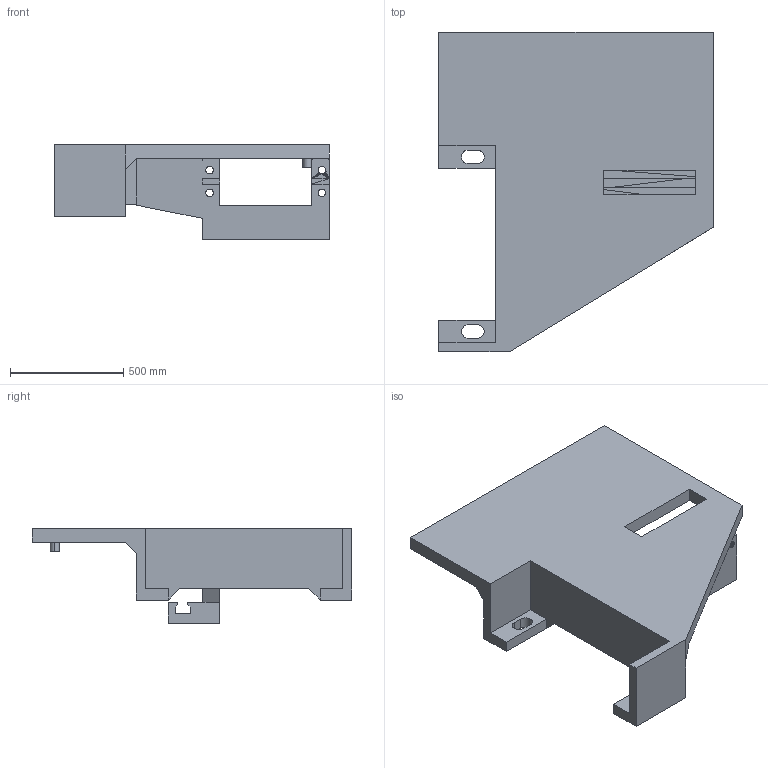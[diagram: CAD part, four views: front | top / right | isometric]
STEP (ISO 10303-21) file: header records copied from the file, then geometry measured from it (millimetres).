
FILE_DESCRIPTION((''),'2;1');
FILE_NAME('_','2025-11-21T',('Katasa'),(''),'PRO/ENGINEER BY PARAMETRIC TECHNOLOGY CORPORATION, 2014310','PRO/ENGINEER BY PARAMETRIC TECHNOLOGY CORPORATION, 2014310','');
FILE_SCHEMA(('CONFIG_CONTROL_DESIGN'));
Length unit declared in the file: millimetre
Products named in the file (1): _
Bounding box: 1210 x 1410 x 417.79 mm (x, y, z)
Volume: 114223460.6 mm3; surface area: 4384331.2 mm2
Topology: 1 solids, 1 shells, 2815 faces, 4439 edges, 1627 vertices
Faces by surface type: plane 2795, cylinder 20
Entity records: 57380 total; most frequent: DIRECTION 10105, CARTESIAN_POINT 9093, ORIENTED_EDGE 8878, EDGE_CURVE 4439, VECTOR 4395, LINE 4395, AXIS2_PLACEMENT_3D 2855, EDGE_LOOP 2834
